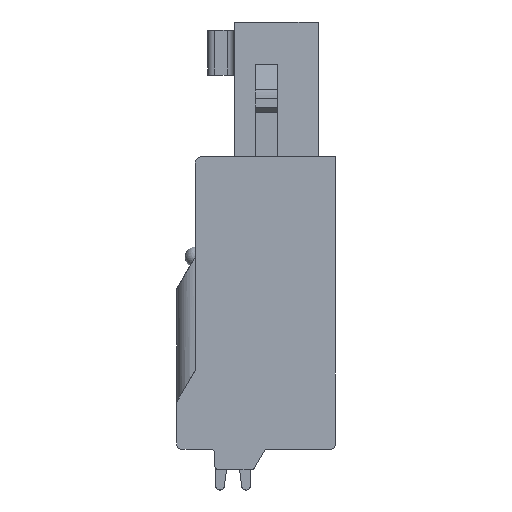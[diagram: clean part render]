
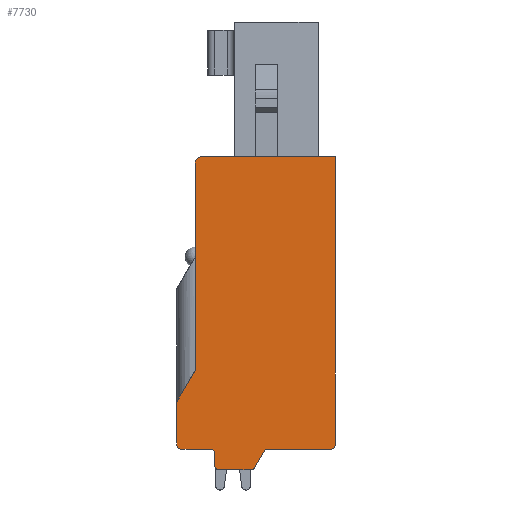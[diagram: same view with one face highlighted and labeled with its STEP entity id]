
A CAD part, front view. The second image highlights one B-rep face of the part: STEP entity #7730.
In plain terms, the highlighted planar face has unit normal (0, -1, 0).
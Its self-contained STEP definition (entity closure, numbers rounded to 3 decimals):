
#710=DIRECTION('',(0.,0.,-1.));
#711=VECTOR('',#710,10.141);
#712=CARTESIAN_POINT('',(-6.85,0.,-0.3));
#713=LINE('',#712,#711);
#821=DIRECTION('',(0.,0.,-1.));
#822=VECTOR('',#821,2.1);
#823=CARTESIAN_POINT('',(-7.75,0.,-12.));
#824=LINE('',#823,#822);
#837=DIRECTION('',(1.,0.,0.));
#838=VECTOR('',#837,1.45);
#839=CARTESIAN_POINT('',(-7.55,0.,-14.3));
#840=LINE('',#839,#838);
#845=DIRECTION('',(1.,0.,0.));
#846=VECTOR('',#845,3.107);
#847=CARTESIAN_POINT('',(-3.307,0.,-14.3));
#848=LINE('',#847,#846);
#971=DIRECTION('',(0.,0.,1.));
#972=VECTOR('',#971,14.1);
#973=CARTESIAN_POINT('',(0.,0.,-14.1));
#974=LINE('',#973,#972);
#1518=DIRECTION('',(1.,0.,0.));
#1519=VECTOR('',#1518,6.55);
#1520=CARTESIAN_POINT('',(-6.55,0.,0.));
#1521=LINE('',#1520,#1519);
#1522=CARTESIAN_POINT('',(-0.2,0.,-14.1));
#1523=DIRECTION('',(0.,1.,0.));
#1524=DIRECTION('',(1.,0.,0.));
#1525=AXIS2_PLACEMENT_3D('',#1522,#1523,#1524);
#1527=CARTESIAN_POINT('',(-3.307,0.,-14.5));
#1528=DIRECTION('',(0.,-1.,0.));
#1529=DIRECTION('',(0.,0.,1.));
#1530=AXIS2_PLACEMENT_3D('',#1527,#1528,#1529);
#1532=DIRECTION('',(-0.5,0.,-0.866));
#1533=VECTOR('',#1532,0.924);
#1534=CARTESIAN_POINT('',(-3.48,0.,-14.4));
#1535=LINE('',#1534,#1533);
#1536=CARTESIAN_POINT('',(-4.115,0.,-15.1));
#1537=DIRECTION('',(0.,1.,0.));
#1538=DIRECTION('',(0.866,0.,-0.5));
#1539=AXIS2_PLACEMENT_3D('',#1536,#1537,#1538);
#1541=CARTESIAN_POINT('',(-5.7,0.,-15.1));
#1542=DIRECTION('',(0.,1.,0.));
#1543=DIRECTION('',(0.,0.,-1.));
#1544=AXIS2_PLACEMENT_3D('',#1541,#1542,#1543);
#1546=CARTESIAN_POINT('',(-6.1,0.,-14.5));
#1547=DIRECTION('',(0.,-1.,0.));
#1548=DIRECTION('',(1.,0.,0.));
#1549=AXIS2_PLACEMENT_3D('',#1546,#1547,#1548);
#1551=CARTESIAN_POINT('',(-7.55,0.,-14.1));
#1552=DIRECTION('',(0.,1.,0.));
#1553=DIRECTION('',(0.,0.,-1.));
#1554=AXIS2_PLACEMENT_3D('',#1551,#1552,#1553);
#1556=DIRECTION('',(0.5,0.,0.866));
#1557=VECTOR('',#1556,1.8);
#1558=CARTESIAN_POINT('',(-7.75,0.,-12.));
#1559=LINE('',#1558,#1557);
#1560=CARTESIAN_POINT('',(-6.55,0.,-0.3));
#1561=DIRECTION('',(0.,1.,0.));
#1562=DIRECTION('',(-1.,0.,0.));
#1563=AXIS2_PLACEMENT_3D('',#1560,#1561,#1562);
#1613=DIRECTION('',(0.,0.,-1.));
#1614=VECTOR('',#1613,0.6);
#1615=CARTESIAN_POINT('',(-5.9,0.,-14.5));
#1616=LINE('',#1615,#1614);
#1625=DIRECTION('',(1.,0.,0.));
#1626=VECTOR('',#1625,1.585);
#1627=CARTESIAN_POINT('',(-5.7,0.,-15.3));
#1628=LINE('',#1627,#1626);
#4679=CARTESIAN_POINT('',(-6.85,0.,-0.3));
#4680=VERTEX_POINT('',#4679);
#4681=CARTESIAN_POINT('',(-6.85,0.,-10.441));
#4682=VERTEX_POINT('',#4681);
#4748=CARTESIAN_POINT('',(-7.75,0.,-12.));
#4749=VERTEX_POINT('',#4748);
#4750=CARTESIAN_POINT('',(-7.75,0.,-14.1));
#4751=VERTEX_POINT('',#4750);
#4752=CARTESIAN_POINT('',(-7.55,0.,-14.3));
#4753=VERTEX_POINT('',#4752);
#4754=CARTESIAN_POINT('',(-6.1,0.,-14.3));
#4755=VERTEX_POINT('',#4754);
#4760=CARTESIAN_POINT('',(-3.307,0.,-14.3));
#4761=VERTEX_POINT('',#4760);
#4762=CARTESIAN_POINT('',(-0.2,0.,-14.3));
#4763=VERTEX_POINT('',#4762);
#4820=CARTESIAN_POINT('',(0.,0.,-14.1));
#4821=VERTEX_POINT('',#4820);
#4822=CARTESIAN_POINT('',(0.,0.,0.));
#4823=VERTEX_POINT('',#4822);
#4824=CARTESIAN_POINT('',(-6.55,0.,0.));
#4825=VERTEX_POINT('',#4824);
#4860=CARTESIAN_POINT('',(-3.48,0.,-14.4));
#4861=VERTEX_POINT('',#4860);
#4862=CARTESIAN_POINT('',(-3.942,0.,-15.2));
#4863=VERTEX_POINT('',#4862);
#4864=CARTESIAN_POINT('',(-4.115,0.,-15.3));
#4865=VERTEX_POINT('',#4864);
#4866=CARTESIAN_POINT('',(-5.7,0.,-15.3));
#4867=VERTEX_POINT('',#4866);
#4868=CARTESIAN_POINT('',(-5.9,0.,-15.1));
#4869=VERTEX_POINT('',#4868);
#4870=CARTESIAN_POINT('',(-5.9,0.,-14.5));
#4871=VERTEX_POINT('',#4870);
#7697=CARTESIAN_POINT('',(0.,0.,0.));
#7698=DIRECTION('',(0.,1.,0.));
#7699=DIRECTION('',(1.,0.,0.));
#7700=AXIS2_PLACEMENT_3D('',#7697,#7698,#7699);
#7701=PLANE('',#7700);
#7702=ORIENTED_EDGE('',*,*,#7070,.T.);
#7703=ORIENTED_EDGE('',*,*,#7033,.F.);
#7704=ORIENTED_EDGE('',*,*,#7018,.T.);
#7705=ORIENTED_EDGE('',*,*,#6883,.F.);
#7707=ORIENTED_EDGE('',*,*,#7706,.T.);
#7709=ORIENTED_EDGE('',*,*,#7708,.T.);
#7711=ORIENTED_EDGE('',*,*,#7710,.T.);
#7713=ORIENTED_EDGE('',*,*,#7712,.F.);
#7715=ORIENTED_EDGE('',*,*,#7714,.T.);
#7717=ORIENTED_EDGE('',*,*,#7716,.F.);
#7719=ORIENTED_EDGE('',*,*,#7718,.T.);
#7720=ORIENTED_EDGE('',*,*,#6875,.F.);
#7721=ORIENTED_EDGE('',*,*,#6852,.T.);
#7722=ORIENTED_EDGE('',*,*,#6837,.F.);
#7724=ORIENTED_EDGE('',*,*,#7723,.T.);
#7725=ORIENTED_EDGE('',*,*,#6711,.F.);
#7727=ORIENTED_EDGE('',*,*,#7726,.T.);
#7728=EDGE_LOOP('',(#7702,#7703,#7704,#7705,#7707,#7709,#7711,#7713,#7715,#7717,
#7719,#7720,#7721,#7722,#7724,#7725,#7727));
#7729=FACE_OUTER_BOUND('',#7728,.F.);
#1526=CIRCLE('',#1525,0.2);
#1531=CIRCLE('',#1530,0.2);
#1540=CIRCLE('',#1539,0.2);
#1545=CIRCLE('',#1544,0.2);
#1550=CIRCLE('',#1549,0.2);
#1555=CIRCLE('',#1554,0.2);
#1564=CIRCLE('',#1563,0.3);
#6711=EDGE_CURVE('',#4680,#4682,#713,.T.);
#6837=EDGE_CURVE('',#4749,#4751,#824,.T.);
#6852=EDGE_CURVE('',#4753,#4751,#1555,.T.);
#6875=EDGE_CURVE('',#4753,#4755,#840,.T.);
#6883=EDGE_CURVE('',#4761,#4763,#848,.T.);
#7018=EDGE_CURVE('',#4821,#4763,#1526,.T.);
#7033=EDGE_CURVE('',#4821,#4823,#974,.T.);
#7070=EDGE_CURVE('',#4825,#4823,#1521,.T.);
#7706=EDGE_CURVE('',#4761,#4861,#1531,.T.);
#7708=EDGE_CURVE('',#4861,#4863,#1535,.T.);
#7710=EDGE_CURVE('',#4863,#4865,#1540,.T.);
#7712=EDGE_CURVE('',#4867,#4865,#1628,.T.);
#7714=EDGE_CURVE('',#4867,#4869,#1545,.T.);
#7716=EDGE_CURVE('',#4871,#4869,#1616,.T.);
#7718=EDGE_CURVE('',#4871,#4755,#1550,.T.);
#7723=EDGE_CURVE('',#4749,#4682,#1559,.T.);
#7726=EDGE_CURVE('',#4680,#4825,#1564,.T.);
#7730=ADVANCED_FACE('',(#7729),#7701,.F.);
